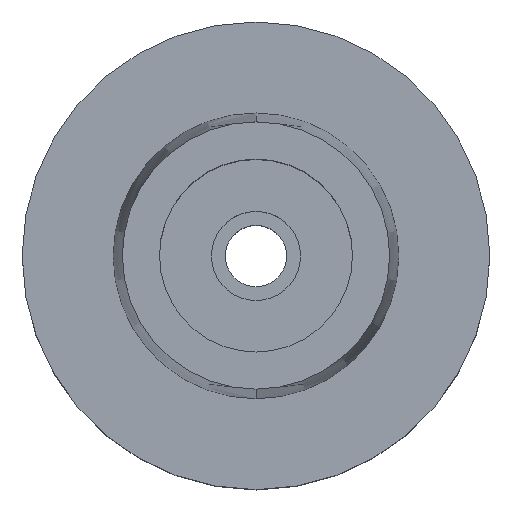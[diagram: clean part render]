
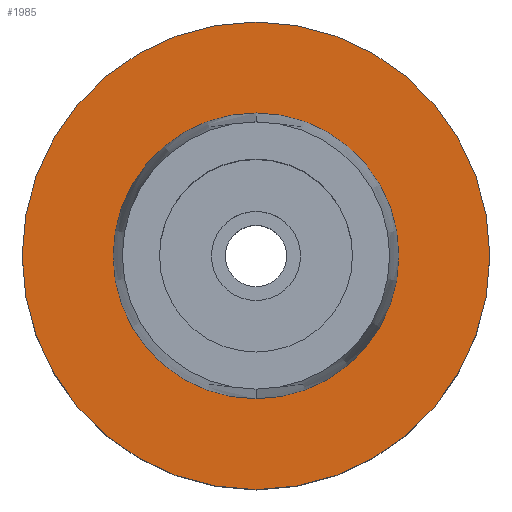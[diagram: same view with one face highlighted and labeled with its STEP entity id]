
A CAD part, top view. The second image highlights one B-rep face of the part: STEP entity #1985.
In plain terms, the highlighted planar face has unit normal (0, 0, 1).
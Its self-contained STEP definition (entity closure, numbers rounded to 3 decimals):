
#3 = CARTESIAN_POINT ( 'NONE',  ( 0., -31.5, 0. ) ) ;
#64 = DIRECTION ( 'NONE',  ( 0., -1., 0. ) ) ;
#97 = CIRCLE ( 'NONE', #139, 31.5 ) ;
#139 = AXIS2_PLACEMENT_3D ( 'NONE', #623, #1704, #592 ) ;
#201 = CARTESIAN_POINT ( 'NONE',  ( 0., 0., 0. ) ) ;
#396 = AXIS2_PLACEMENT_3D ( 'NONE', #2547, #1691, #588 ) ;
#432 = PLANE ( 'NONE',  #2447 ) ;
#505 = EDGE_CURVE ( 'NONE', #1459, #2143, #2321, .T. ) ;
#588 = DIRECTION ( 'NONE',  ( 0., 1., 0. ) ) ;
#592 = DIRECTION ( 'NONE',  ( 0., 1., 0. ) ) ;
#623 = CARTESIAN_POINT ( 'NONE',  ( 0., 0., 0. ) ) ;
#676 = ORIENTED_EDGE ( 'NONE', *, *, #1623, .F. ) ;
#750 = AXIS2_PLACEMENT_3D ( 'NONE', #1637, #1196, #64 ) ;
#770 = EDGE_CURVE ( 'NONE', #2022, #2613, #97, .T. ) ;
#1078 = AXIS2_PLACEMENT_3D ( 'NONE', #2616, #2443, #2431 ) ;
#1099 = DIRECTION ( 'NONE',  ( 0., 0., 1. ) ) ;
#1196 = DIRECTION ( 'NONE',  ( 0., 0., -1. ) ) ;
#1316 = FACE_OUTER_BOUND ( 'NONE', #2478, .T. ) ;
#1393 = EDGE_CURVE ( 'NONE', #2613, #2022, #2016, .T. ) ;
#1459 = VERTEX_POINT ( 'NONE', #1865 ) ;
#1566 = ORIENTED_EDGE ( 'NONE', *, *, #770, .F. ) ;
#1617 = CARTESIAN_POINT ( 'NONE',  ( 0., 19.25, 0. ) ) ;
#1623 = EDGE_CURVE ( 'NONE', #2143, #1459, #2442, .T. ) ;
#1637 = CARTESIAN_POINT ( 'NONE',  ( 0., 0., 0. ) ) ;
#1691 = DIRECTION ( 'NONE',  ( 0., 0., 1. ) ) ;
#1704 = DIRECTION ( 'NONE',  ( 0., 0., -1. ) ) ;
#1706 = ORIENTED_EDGE ( 'NONE', *, *, #505, .F. ) ;
#1865 = CARTESIAN_POINT ( 'NONE',  ( 0., -19.25, 0. ) ) ;
#1913 = ORIENTED_EDGE ( 'NONE', *, *, #1393, .F. ) ;
#1985 = ADVANCED_FACE ( 'NONE', ( #1316, #2235 ), #432, .T. ) ;
#1989 = DIRECTION ( 'NONE',  ( 1., 0., 0. ) ) ;
#2016 = CIRCLE ( 'NONE', #750, 31.5 ) ;
#2022 = VERTEX_POINT ( 'NONE', #2204 ) ;
#2143 = VERTEX_POINT ( 'NONE', #1617 ) ;
#2204 = CARTESIAN_POINT ( 'NONE',  ( 0., 31.5, 0. ) ) ;
#2235 = FACE_BOUND ( 'NONE', #2531, .T. ) ;
#2321 = CIRCLE ( 'NONE', #1078, 19.25 ) ;
#2431 = DIRECTION ( 'NONE',  ( 0., -1., 0. ) ) ;
#2442 = CIRCLE ( 'NONE', #396, 19.25 ) ;
#2443 = DIRECTION ( 'NONE',  ( 0., 0., 1. ) ) ;
#2447 = AXIS2_PLACEMENT_3D ( 'NONE', #201, #1099, #1989 ) ;
#2478 = EDGE_LOOP ( 'NONE', ( #1566, #1913 ) ) ;
#2531 = EDGE_LOOP ( 'NONE', ( #676, #1706 ) ) ;
#2547 = CARTESIAN_POINT ( 'NONE',  ( 0., 0., 0. ) ) ;
#2613 = VERTEX_POINT ( 'NONE', #3 ) ;
#2616 = CARTESIAN_POINT ( 'NONE',  ( 0., 0., 0. ) ) ;
